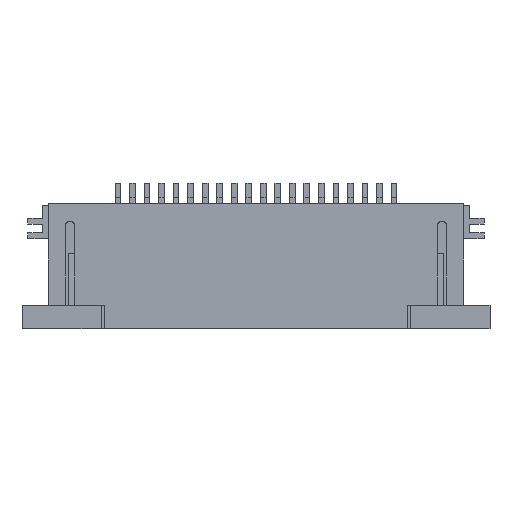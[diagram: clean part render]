
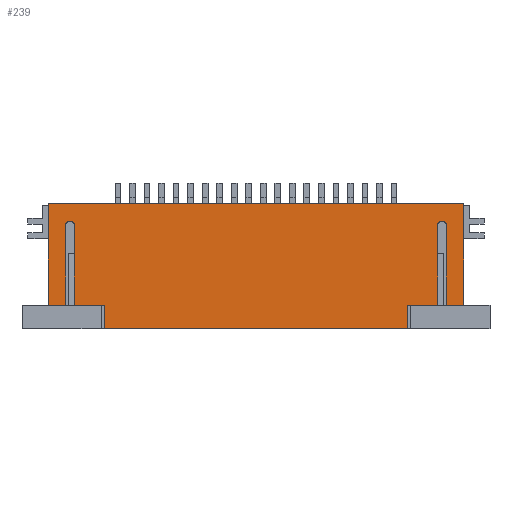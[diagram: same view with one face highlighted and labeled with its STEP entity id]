
A CAD part, top view. The second image highlights one B-rep face of the part: STEP entity #239.
In plain terms, the highlighted planar face has unit normal (0, 0, 1).
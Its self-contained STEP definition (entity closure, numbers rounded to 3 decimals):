
#239=ADVANCED_FACE('',(#923),#924,.T.);
#923=FACE_OUTER_BOUND('',#1930,.T.);
#924=PLANE('',#1931);
#1930=EDGE_LOOP('',(#4397,#4398,#4399,#4400,#4401,#4402,#4403,#4404,#4405,#4406,#4407,#4408,#4409,#4410,#4411,#4412,#4413,#4414));
#1931=AXIS2_PLACEMENT_3D('',#4415,#4416,#4417);
#4397=ORIENTED_EDGE('',*,*,#7517,.F.);
#4398=ORIENTED_EDGE('',*,*,#7785,.F.);
#4399=ORIENTED_EDGE('',*,*,#7786,.F.);
#4400=ORIENTED_EDGE('',*,*,#7022,.F.);
#4401=ORIENTED_EDGE('',*,*,#7596,.F.);
#4402=ORIENTED_EDGE('',*,*,#7787,.T.);
#4403=ORIENTED_EDGE('',*,*,#7587,.T.);
#4404=ORIENTED_EDGE('',*,*,#7081,.F.);
#4405=ORIENTED_EDGE('',*,*,#7788,.F.);
#4406=ORIENTED_EDGE('',*,*,#7789,.F.);
#4407=ORIENTED_EDGE('',*,*,#7790,.F.);
#4408=ORIENTED_EDGE('',*,*,#7060,.F.);
#4409=ORIENTED_EDGE('',*,*,#7598,.F.);
#4410=ORIENTED_EDGE('',*,*,#7791,.T.);
#4411=ORIENTED_EDGE('',*,*,#7792,.T.);
#4412=ORIENTED_EDGE('',*,*,#7793,.T.);
#4413=ORIENTED_EDGE('',*,*,#7602,.F.);
#4414=ORIENTED_EDGE('',*,*,#7029,.F.);
#4415=CARTESIAN_POINT('',(7.15,3.5,1.9));
#4416=DIRECTION('',(0.,0.0,1.0));
#4417=DIRECTION('',(1.0,-0.0,0.));
#7022=EDGE_CURVE('',#8555,#8557,#8558,.T.);
#7029=EDGE_CURVE('',#8568,#8571,#8572,.T.);
#7060=EDGE_CURVE('',#8632,#8633,#8634,.T.);
#7081=EDGE_CURVE('',#8673,#8675,#8676,.T.);
#7517=EDGE_CURVE('',#9394,#8568,#9396,.T.);
#7587=EDGE_CURVE('',#9518,#8675,#9519,.T.);
#7596=EDGE_CURVE('',#9533,#8555,#9535,.T.);
#7598=EDGE_CURVE('',#9537,#8632,#9538,.T.);
#7602=EDGE_CURVE('',#8571,#9544,#9545,.T.);
#7785=EDGE_CURVE('',#9876,#9394,#9877,.T.);
#7786=EDGE_CURVE('',#8557,#9876,#9878,.T.);
#7787=EDGE_CURVE('',#9533,#9518,#9879,.T.);
#7788=EDGE_CURVE('',#9880,#8673,#9881,.T.);
#7789=EDGE_CURVE('',#9882,#9880,#9883,.T.);
#7790=EDGE_CURVE('',#8633,#9882,#9884,.T.);
#7791=EDGE_CURVE('',#9537,#9885,#9886,.T.);
#7792=EDGE_CURVE('',#9885,#9887,#9888,.T.);
#7793=EDGE_CURVE('',#9887,#9544,#9889,.T.);
#8555=VERTEX_POINT('',#11014);
#8557=VERTEX_POINT('',#11017);
#8558=LINE('',#11018,#11019);
#8568=VERTEX_POINT('',#11034);
#8571=VERTEX_POINT('',#11038);
#8572=LINE('',#11039,#11040);
#8632=VERTEX_POINT('',#11130);
#8633=VERTEX_POINT('',#11131);
#8634=LINE('',#11132,#11133);
#8673=VERTEX_POINT('',#11191);
#8675=VERTEX_POINT('',#11194);
#8676=LINE('',#11195,#11196);
#9394=VERTEX_POINT('',#12308);
#9396=LINE('',#12311,#12312);
#9518=VERTEX_POINT('',#12501);
#9519=LINE('',#12502,#12503);
#9533=VERTEX_POINT('',#12524);
#9535=LINE('',#12527,#12528);
#9537=VERTEX_POINT('',#12531);
#9538=LINE('',#12532,#12533);
#9544=VERTEX_POINT('',#12542);
#9545=LINE('',#12543,#12544);
#9876=VERTEX_POINT('',#13055);
#9877=CIRCLE('',#13056,0.15);
#9878=LINE('',#13057,#13058);
#9879=LINE('',#13059,#13060);
#9880=VERTEX_POINT('',#13061);
#9881=LINE('',#13062,#13063);
#9882=VERTEX_POINT('',#13064);
#9883=CIRCLE('',#13065,0.15);
#9884=LINE('',#13066,#13067);
#9885=VERTEX_POINT('',#13068);
#9886=LINE('',#13069,#13070);
#9887=VERTEX_POINT('',#13071);
#9888=LINE('',#13072,#13073);
#9889=LINE('',#13074,#13075);
#11014=CARTESIAN_POINT('',(7.15,0.0,1.9));
#11017=CARTESIAN_POINT('',(6.55,0.0,1.9));
#11018=CARTESIAN_POINT('',(7.15,0.0,1.9));
#11019=VECTOR('',#14714,1.0);
#11034=CARTESIAN_POINT('',(6.25,0.0,1.9));
#11038=CARTESIAN_POINT('',(5.325,0.0,1.9));
#11039=CARTESIAN_POINT('',(7.15,0.0,1.9));
#11040=VECTOR('',#14721,1.0);
#11130=CARTESIAN_POINT('',(-5.325,0.0,1.9));
#11131=CARTESIAN_POINT('',(-6.25,0.,1.9));
#11132=CARTESIAN_POINT('',(7.15,0.0,1.9));
#11133=VECTOR('',#14752,1.0);
#11191=CARTESIAN_POINT('',(-6.55,0.0,1.9));
#11194=CARTESIAN_POINT('',(-7.15,0.0,1.9));
#11195=CARTESIAN_POINT('',(7.15,0.0,1.9));
#11196=VECTOR('',#14773,1.0);
#12308=CARTESIAN_POINT('',(6.25,2.75,1.9));
#12311=CARTESIAN_POINT('',(6.25,2.75,1.9));
#12312=VECTOR('',#15289,1.0);
#12501=CARTESIAN_POINT('',(-7.15,3.5,1.9));
#12502=CARTESIAN_POINT('',(-7.15,3.5,1.9));
#12503=VECTOR('',#15363,1.0);
#12524=CARTESIAN_POINT('',(7.15,3.5,1.9));
#12527=CARTESIAN_POINT('',(7.15,3.5,1.9));
#12528=VECTOR('',#15372,1.0);
#12531=CARTESIAN_POINT('',(-5.219,0.,1.9));
#12532=CARTESIAN_POINT('',(7.15,0.0,1.9));
#12533=VECTOR('',#15374,1.0);
#12542=CARTESIAN_POINT('',(5.219,0.,1.9));
#12543=CARTESIAN_POINT('',(7.15,0.0,1.9));
#12544=VECTOR('',#15378,1.0);
#13055=CARTESIAN_POINT('',(6.55,2.75,1.9));
#13056=AXIS2_PLACEMENT_3D('',#15565,#15566,#15567);
#13057=CARTESIAN_POINT('',(6.55,0.,1.9));
#13058=VECTOR('',#15568,1.0);
#13059=CARTESIAN_POINT('',(7.15,3.5,1.9));
#13060=VECTOR('',#15569,1.0);
#13061=CARTESIAN_POINT('',(-6.55,2.75,1.9));
#13062=CARTESIAN_POINT('',(-6.55,2.75,1.9));
#13063=VECTOR('',#15570,1.0);
#13064=CARTESIAN_POINT('',(-6.25,2.75,1.9));
#13065=AXIS2_PLACEMENT_3D('',#15571,#15572,#15573);
#13066=CARTESIAN_POINT('',(-6.25,0.,1.9));
#13067=VECTOR('',#15574,1.0);
#13068=CARTESIAN_POINT('',(-5.219,-0.8,1.9));
#13069=CARTESIAN_POINT('',(-5.219,0.,1.9));
#13070=VECTOR('',#15575,1.0);
#13071=CARTESIAN_POINT('',(5.219,-0.8,1.9));
#13072=CARTESIAN_POINT('',(-5.219,-0.8,1.9));
#13073=VECTOR('',#15576,1.0);
#13074=CARTESIAN_POINT('',(5.219,-0.8,1.9));
#13075=VECTOR('',#15577,1.0);
#14714=DIRECTION('',(-1.0,0.0,0.));
#14721=DIRECTION('',(-1.0,0.0,0.));
#14752=DIRECTION('',(-1.0,0.0,0.));
#14773=DIRECTION('',(-1.0,0.0,0.));
#15289=DIRECTION('',(0.,-1.0,0.));
#15363=DIRECTION('',(0.0,-1.0,0.0));
#15372=DIRECTION('',(0.0,-1.0,0.0));
#15374=DIRECTION('',(-1.0,0.0,0.));
#15378=DIRECTION('',(-1.0,0.0,0.));
#15565=CARTESIAN_POINT('',(6.4,2.75,1.9));
#15566=DIRECTION('',(-0.0,0.0,1.0));
#15567=DIRECTION('',(1.0,0.0,0.0));
#15568=DIRECTION('',(0.,1.0,0.));
#15569=DIRECTION('',(-1.0,0.0,0.));
#15570=DIRECTION('',(0.,-1.0,0.));
#15571=CARTESIAN_POINT('',(-6.4,2.75,1.9));
#15572=DIRECTION('',(-0.0,0.0,1.0));
#15573=DIRECTION('',(1.0,0.0,0.0));
#15574=DIRECTION('',(0.,1.0,0.));
#15575=DIRECTION('',(0.,-1.0,0.0));
#15576=DIRECTION('',(1.0,0.,0.0));
#15577=DIRECTION('',(0.,1.0,0.0));
